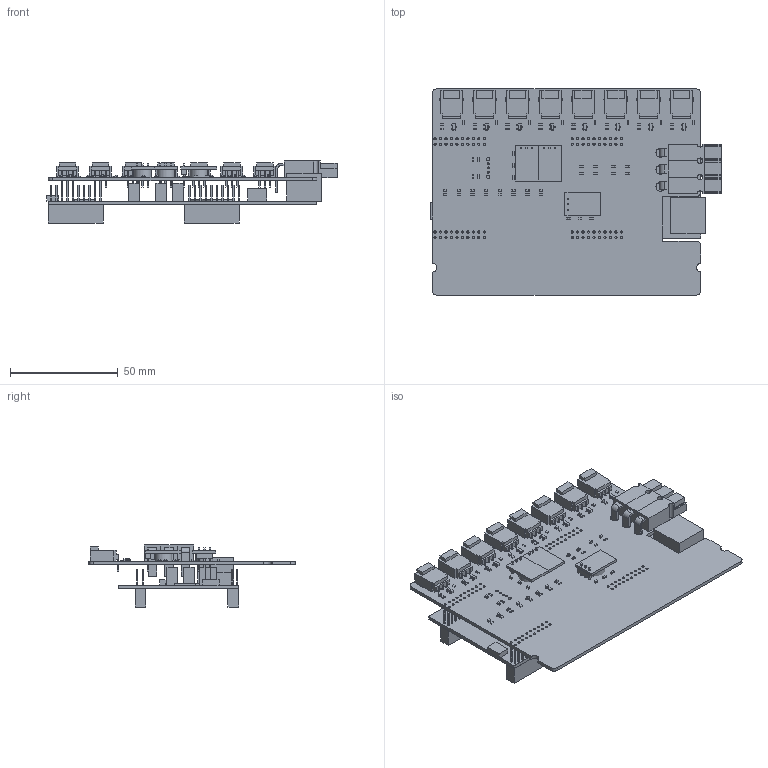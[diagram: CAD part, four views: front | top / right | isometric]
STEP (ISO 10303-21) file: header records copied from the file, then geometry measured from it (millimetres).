
FILE_DESCRIPTION(('KiCad electronic assembly'),'2;1');
FILE_NAME('gimble_board.step','2020-11-30T13:37:32',('An Author'),( 'A Company'),'Open CASCADE STEP processor 6.9', 'KiCad to STEP converter','Unknown');
FILE_SCHEMA(('AUTOMOTIVE_DESIGN { 1 0 10303 214 1 1 1 1 }'));
Length unit declared in the file: millimetre
Products named in the file (18): Open CASCADE STEP translator 6.9 1; TM4C129_Launchpad; SOLID; LED_0603_1608Metric; SOT-23; Anderson_3_Horizontal_Side_by_Side; COMPOUND; Molex_SL_03_Horizontal; R_0603_1608Metric; C_0603_1608Metric; OKI
Assembly tree (88 placements, depth 3):
  Open CASCADE STEP translator 6.9 1
    TM4C129_Launchpad
      SOLID
    LED_0603_1608Metric  x24
      SOLID
    SOT-23  x8
      SOLID
    Anderson_3_Horizontal_Side_by_Side
      COMPOUND
    Molex_SL_03_Horizontal  x8
      SOLID
    R_0603_1608Metric  x30
      SOLID
    C_0603_1608Metric  x4
      SOLID
    OKI  x3
      SOLID
    COMPOUND
Bounding box: 134.55 x 95.5 x 28.76 mm (x, y, z)
Volume: 46595.3 mm3; surface area: 57676.2 mm2
Topology: 82 solids, 82 shells, 4067 faces, 10494 edges, 6777 vertices
Faces by surface type: plane 3115, cylinder 736, bspline 216
Full cylindrical faces by diameter (mm): 0.762 x8, 0.889 x9, 0.9 x19, 1 x80, 1.5 x2, 3.45 x16, 4.06 x3, 7.874 x3
Entity records: 73282 total; most frequent: CARTESIAN_POINT 11283, DIRECTION 10439, LINE 7091, VECTOR 7091, ORIENTED_EDGE 5310, PCURVE 5310, DEFINITIONAL_REPRESENTATION 5310, EDGE_CURVE 2655
